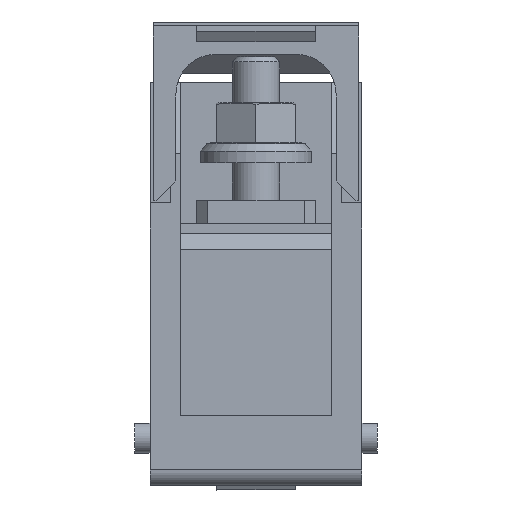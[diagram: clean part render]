
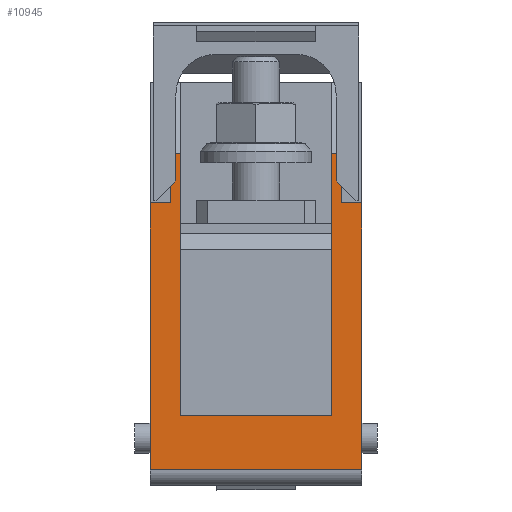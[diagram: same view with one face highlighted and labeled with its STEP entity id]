
A CAD part, front view. The second image highlights one B-rep face of the part: STEP entity #10945.
In plain terms, the highlighted planar face has unit normal (0, -1, 0).
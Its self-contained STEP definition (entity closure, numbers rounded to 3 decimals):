
#3134=DIRECTION('',(0.,0.,-1.));
#3135=VECTOR('',#3134,33.75);
#3136=CARTESIAN_POINT('',(28.75,14.4,36.3));
#3137=LINE('',#3136,#3135);
#3138=DIRECTION('',(-1.,0.,0.));
#3139=VECTOR('',#3138,26.8);
#3140=CARTESIAN_POINT('',(28.75,14.4,2.55));
#3141=LINE('',#3140,#3139);
#3142=DIRECTION('',(0.,0.,1.));
#3143=VECTOR('',#3142,33.75);
#3144=CARTESIAN_POINT('',(1.95,14.4,2.55));
#3145=LINE('',#3144,#3143);
#3146=DIRECTION('',(-1.,0.,0.));
#3147=VECTOR('',#3146,2.6);
#3148=CARTESIAN_POINT('',(4.55,14.4,36.3));
#3149=LINE('',#3148,#3147);
#3186=DIRECTION('',(0.,0.,-1.));
#3187=VECTOR('',#3186,6.25);
#3188=CARTESIAN_POINT('',(4.55,14.4,42.55));
#3189=LINE('',#3188,#3187);
#3198=DIRECTION('',(-1.,0.,0.));
#3199=VECTOR('',#3198,1.25);
#3200=CARTESIAN_POINT('',(5.8,14.4,42.55));
#3201=LINE('',#3200,#3199);
#3210=DIRECTION('',(0.,0.,1.));
#3211=VECTOR('',#3210,33.1);
#3212=CARTESIAN_POINT('',(5.8,14.4,9.45));
#3213=LINE('',#3212,#3211);
#3496=DIRECTION('',(0.,0.,-1.));
#3497=VECTOR('',#3496,33.1);
#3498=CARTESIAN_POINT('',(24.9,14.4,42.55));
#3499=LINE('',#3498,#3497);
#3512=DIRECTION('',(-1.,0.,0.));
#3513=VECTOR('',#3512,1.25);
#3514=CARTESIAN_POINT('',(26.15,14.4,42.55));
#3515=LINE('',#3514,#3513);
#3528=DIRECTION('',(0.,0.,1.));
#3529=VECTOR('',#3528,6.25);
#3530=CARTESIAN_POINT('',(26.15,14.4,36.3));
#3531=LINE('',#3530,#3529);
#3540=DIRECTION('',(-1.,0.,0.));
#3541=VECTOR('',#3540,2.6);
#3542=CARTESIAN_POINT('',(28.75,14.4,36.3));
#3543=LINE('',#3542,#3541);
#3560=DIRECTION('',(-1.,0.,0.));
#3561=VECTOR('',#3560,19.1);
#3562=CARTESIAN_POINT('',(24.9,14.4,9.45));
#3563=LINE('',#3562,#3561);
#5262=CARTESIAN_POINT('',(1.95,14.4,2.55));
#5263=CARTESIAN_POINT('',(1.95,14.4,36.3));
#5264=VERTEX_POINT('',#5262);
#5265=VERTEX_POINT('',#5263);
#5391=CARTESIAN_POINT('',(28.75,14.4,2.55));
#5393=VERTEX_POINT('',#5391);
#5395=CARTESIAN_POINT('',(28.75,14.4,36.3));
#5397=VERTEX_POINT('',#5395);
#5610=CARTESIAN_POINT('',(4.55,14.4,36.3));
#5611=VERTEX_POINT('',#5610);
#5612=CARTESIAN_POINT('',(5.8,14.4,9.45));
#5613=CARTESIAN_POINT('',(5.8,14.4,42.55));
#5614=VERTEX_POINT('',#5612);
#5615=VERTEX_POINT('',#5613);
#5616=CARTESIAN_POINT('',(26.15,14.4,36.3));
#5617=CARTESIAN_POINT('',(26.15,14.4,42.55));
#5618=VERTEX_POINT('',#5616);
#5619=VERTEX_POINT('',#5617);
#5626=CARTESIAN_POINT('',(4.55,14.4,42.55));
#5627=VERTEX_POINT('',#5626);
#5664=CARTESIAN_POINT('',(24.9,14.4,42.55));
#5665=VERTEX_POINT('',#5664);
#5666=CARTESIAN_POINT('',(24.9,14.4,9.45));
#5667=VERTEX_POINT('',#5666);
#10917=CARTESIAN_POINT('',(15.35,14.4,22.55));
#10918=DIRECTION('',(0.,1.,0.));
#10919=DIRECTION('',(0.,0.,1.));
#10920=AXIS2_PLACEMENT_3D('',#10917,#10918,#10919);
#10921=PLANE('',#10920);
#10923=ORIENTED_EDGE('',*,*,#10922,.F.);
#10925=ORIENTED_EDGE('',*,*,#10924,.F.);
#10927=ORIENTED_EDGE('',*,*,#10926,.F.);
#10929=ORIENTED_EDGE('',*,*,#10928,.F.);
#10931=ORIENTED_EDGE('',*,*,#10930,.F.);
#10933=ORIENTED_EDGE('',*,*,#10932,.F.);
#10935=ORIENTED_EDGE('',*,*,#10934,.F.);
#10937=ORIENTED_EDGE('',*,*,#10936,.F.);
#10939=ORIENTED_EDGE('',*,*,#10938,.F.);
#10940=ORIENTED_EDGE('',*,*,#9120,.T.);
#10941=ORIENTED_EDGE('',*,*,#10910,.T.);
#10942=ORIENTED_EDGE('',*,*,#7885,.T.);
#10943=EDGE_LOOP('',(#10923,#10925,#10927,#10929,#10931,#10933,#10935,#10937,
#10939,#10940,#10941,#10942));
#10944=FACE_OUTER_BOUND('',#10943,.F.);
#7885=EDGE_CURVE('',#5264,#5265,#3145,.T.);
#9120=EDGE_CURVE('',#5397,#5393,#3137,.T.);
#10910=EDGE_CURVE('',#5393,#5264,#3141,.T.);
#10922=EDGE_CURVE('',#5611,#5265,#3149,.T.);
#10924=EDGE_CURVE('',#5627,#5611,#3189,.T.);
#10926=EDGE_CURVE('',#5615,#5627,#3201,.T.);
#10928=EDGE_CURVE('',#5614,#5615,#3213,.T.);
#10930=EDGE_CURVE('',#5667,#5614,#3563,.T.);
#10932=EDGE_CURVE('',#5665,#5667,#3499,.T.);
#10934=EDGE_CURVE('',#5619,#5665,#3515,.T.);
#10936=EDGE_CURVE('',#5618,#5619,#3531,.T.);
#10938=EDGE_CURVE('',#5397,#5618,#3543,.T.);
#10945=ADVANCED_FACE('',(#10944),#10921,.F.);
